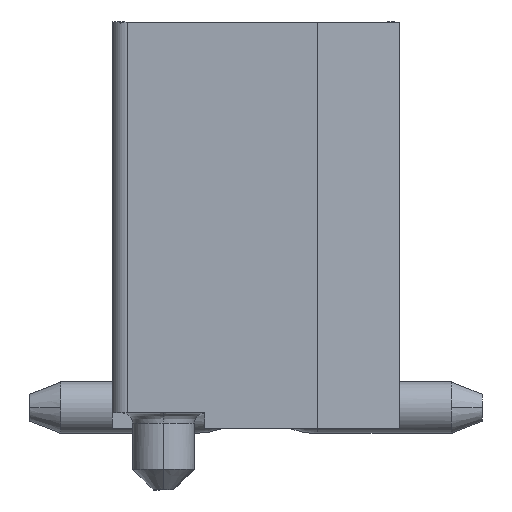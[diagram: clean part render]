
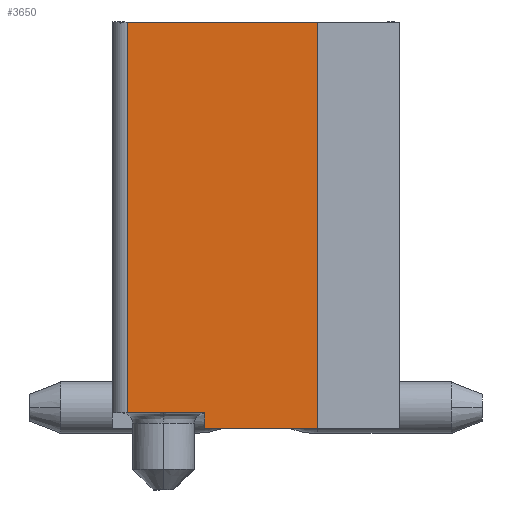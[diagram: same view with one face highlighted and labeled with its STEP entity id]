
A CAD part, left-side view. The second image highlights one B-rep face of the part: STEP entity #3650.
In plain terms, the highlighted face is planar.
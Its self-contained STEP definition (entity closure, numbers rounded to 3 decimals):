
#3150=CARTESIAN_POINT('',(-1.,1.25,5.725));
#3151=VERTEX_POINT('',#3150);
#3159=CARTESIAN_POINT('',(-1.,-0.6,5.725));
#3160=VERTEX_POINT('',#3159);
#3161=CARTESIAN_POINT('',(-1.,1.25,5.725));
#3162=DIRECTION('',(0.,-1.,0.));
#3163=VECTOR('',#3162,1.85);
#3164=LINE('',#3161,#3163);
#3165=EDGE_CURVE('',#3151,#3160,#3164,.T.);
#3591=CARTESIAN_POINT('',(-4.8,1.25,5.725));
#3592=VERTEX_POINT('',#3591);
#3600=CARTESIAN_POINT('',(-4.8,1.25,5.725));
#3601=DIRECTION('',(1.,0.,0.));
#3602=VECTOR('',#3601,3.8);
#3603=LINE('',#3600,#3602);
#3604=EDGE_CURVE('',#3592,#3151,#3603,.T.);
#3611=CARTESIAN_POINT('',(-3.,0.325,5.725));
#3612=DIRECTION('',(0.,1.,0.));
#3613=DIRECTION('',(0.,-0.,1.));
#3614=AXIS2_PLACEMENT_3D('',#3611,#3613,#3612);
#3615=PLANE('',#3614);
#3616=CARTESIAN_POINT('',(-4.8,0.5,5.725));
#3617=VERTEX_POINT('',#3616);
#3618=CARTESIAN_POINT('',(-4.8,1.25,5.725));
#3619=DIRECTION('',(0.,-1.,0.));
#3620=VECTOR('',#3619,0.75);
#3621=LINE('',#3618,#3620);
#3622=EDGE_CURVE('',#3592,#3617,#3621,.T.);
#3623=ORIENTED_EDGE('E323',*,*,#3622,.T.);
#3624=CARTESIAN_POINT('',(-4.95,0.5,5.725));
#3625=VERTEX_POINT('',#3624);
#3626=CARTESIAN_POINT('',(-4.8,0.5,5.725));
#3627=DIRECTION('',(-1.,0.,0.));
#3628=VECTOR('',#3627,0.15);
#3629=LINE('',#3626,#3628);
#3630=EDGE_CURVE('',#3617,#3625,#3629,.T.);
#3631=ORIENTED_EDGE('E324',*,*,#3630,.T.);
#3632=CARTESIAN_POINT('',(-4.95,-0.6,5.725));
#3633=VERTEX_POINT('',#3632);
#3634=CARTESIAN_POINT('',(-4.95,0.5,5.725));
#3635=DIRECTION('',(0.,-1.,0.));
#3636=VECTOR('',#3635,1.1);
#3637=LINE('',#3634,#3636);
#3638=EDGE_CURVE('',#3625,#3633,#3637,.T.);
#3639=ORIENTED_EDGE('E325',*,*,#3638,.T.);
#3640=CARTESIAN_POINT('',(-4.95,-0.6,5.725));
#3641=DIRECTION('',(1.,0.,0.));
#3642=VECTOR('',#3641,3.95);
#3643=LINE('',#3640,#3642);
#3644=EDGE_CURVE('',#3633,#3160,#3643,.T.);
#3645=ORIENTED_EDGE('E326',*,*,#3644,.T.);
#3646=ORIENTED_EDGE('E326',*,*,#3165,.F.);
#3647=ORIENTED_EDGE('E326',*,*,#3604,.F.);
#3648=EDGE_LOOP('',(#3623,#3631,#3639,#3645,#3646,#3647));
#3649=FACE_OUTER_BOUND('',#3648,.T.);
#3650=ADVANCED_FACE('F108',(#3649),#3615,.T.);
